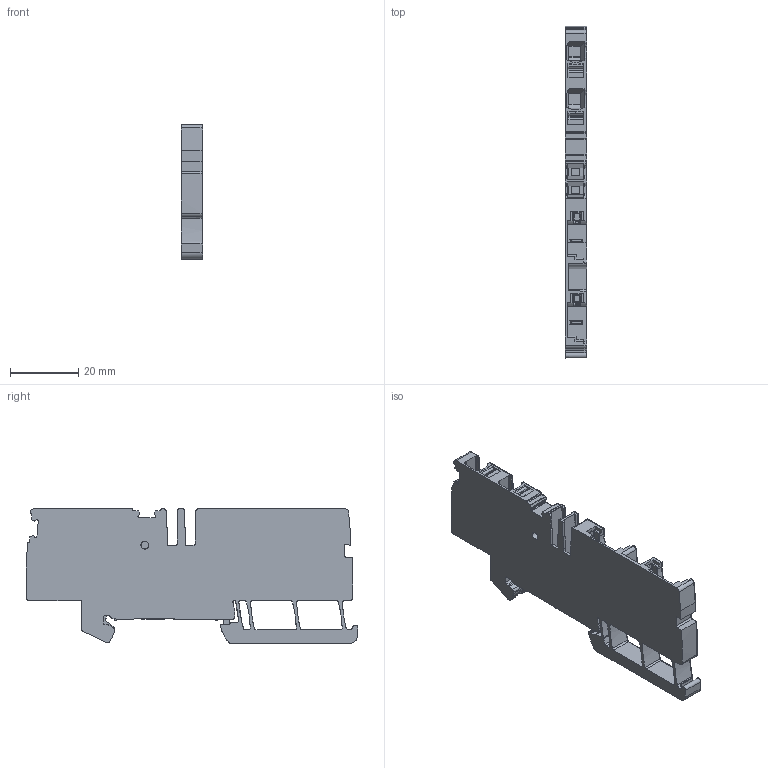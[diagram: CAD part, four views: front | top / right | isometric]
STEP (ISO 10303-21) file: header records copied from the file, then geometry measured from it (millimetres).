
FILE_DESCRIPTION(('CATIA V5 STEP Exchange','CAx-IF Rec.Pracs.--- Model Styling and Organization---1.4--- 2014-01-23'),'2;1');
FILE_NAME ('398888-1_3', '2023-09-07T13:00:14+00:00', ('none'), ('Weidmueller'), 'CATIA Version 5-6 Release 2016 SP3 HF44', 'CATIA V5 STEP AP214', 'none');
FILE_SCHEMA(('AUTOMOTIVE_DESIGN { 1 0 10303 214 1 1 1 1 }'));
Length unit declared in the file: millimetre
Products named in the file (1): 2540180000
Bounding box: 6.3 x 97.4 x 39.4 mm (x, y, z)
Volume: 15185.9 mm3; surface area: 17813.8 mm2
Topology: 7 solids, 7 shells, 1370 faces, 3973 edges, 2602 vertices
Faces by surface type: plane 649, cylinder 504, extrusion 141, torus 38, bspline 15, cone 15, sphere 8
Entity records: 49973 total; most frequent: CARTESIAN_POINT 15873, ORIENTED_EDGE 7908, DIRECTION 5558, EDGE_CURVE 3954, VECTOR 2653, VERTEX_POINT 2602, LINE 2512, AXIS2_PLACEMENT_3D 1859
